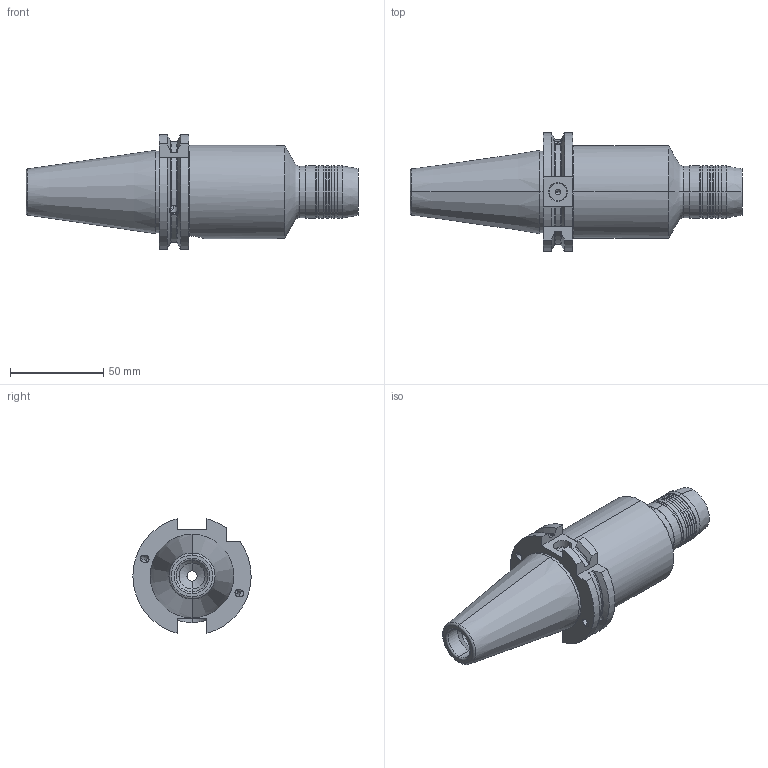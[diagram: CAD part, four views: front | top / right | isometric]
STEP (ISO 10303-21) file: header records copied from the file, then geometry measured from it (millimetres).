
FILE_DESCRIPTION (( 'STEP AP214' ), '1' );
FILE_NAME ('01.02.2019_28.05.043.302.STEP', '2019-02-01T14:32:10', ( '' ), ( '' ), 'SwSTEP 2.0', 'SolidWorks 2014', '' );
FILE_SCHEMA (( 'AUTOMOTIVE_DESIGN' ));
Length unit declared in the file: millimetre
Products named in the file (1): 01.02.2019_28.05.043.302
Bounding box: 178.4 x 63.54 x 61.48 mm (x, y, z)
Volume: 218604.3 mm3; surface area: 37776.6 mm2
Topology: 2 solids, 3 shells, 216 faces, 516 edges, 308 vertices
Faces by surface type: cylinder 81, cone 54, plane 51, torus 24, bspline 6
Entity records: 9261 total; most frequent: CARTESIAN_POINT 1939, DIRECTION 1046, ORIENTED_EDGE 1016, EDGE_CURVE 508, AXIS2_PLACEMENT_3D 421, VERTEX_POINT 308, EDGE_LOOP 238, UNCERTAINTY_MEASURE_WITH_UNIT 220
